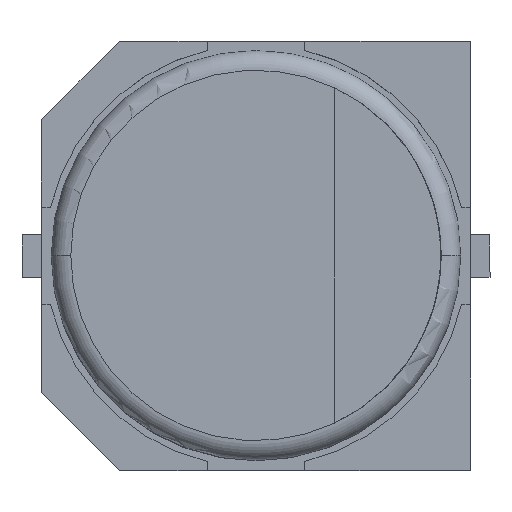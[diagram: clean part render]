
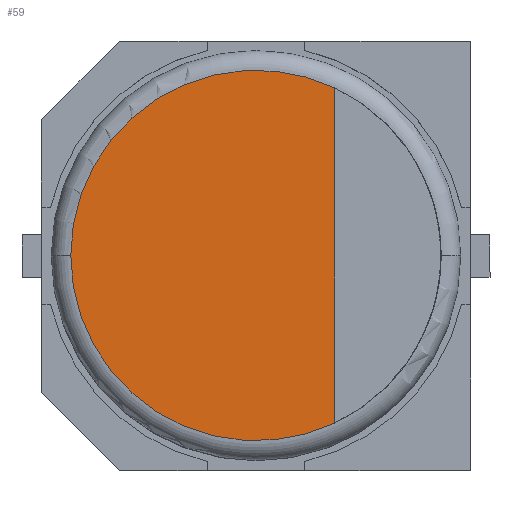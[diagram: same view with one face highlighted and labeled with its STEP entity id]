
A CAD part, top view. The second image highlights one B-rep face of the part: STEP entity #59.
In plain terms, the highlighted planar face has unit normal (0, 0, 1).
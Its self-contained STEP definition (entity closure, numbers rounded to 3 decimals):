
#59 = ADVANCED_FACE ( 'NONE', ( #12590 ), #6189, .T. ) ;
#62 = AXIS2_PLACEMENT_3D ( 'NONE', #5897, #12455, #11478 ) ;
#317 = EDGE_CURVE ( 'NONE', #12357, #9884, #2752, .T. ) ;
#486 = ORIENTED_EDGE ( 'NONE', *, *, #317, .T. ) ;
#2008 = AXIS2_PLACEMENT_3D ( 'NONE', #12490, #5731, #4949 ) ;
#2752 = CIRCLE ( 'NONE', #11342, 2.85 ) ;
#2986 = EDGE_LOOP ( 'NONE', ( #486, #13751, #3377 ) ) ;
#3377 = ORIENTED_EDGE ( 'NONE', *, *, #13357, .T. ) ;
#3557 = CARTESIAN_POINT ( 'NONE',  ( 0., 0., 5.4 ) ) ;
#4949 = DIRECTION ( 'NONE',  ( -1., 0., 0. ) ) ;
#5731 = DIRECTION ( 'NONE',  ( 0., 0., 1. ) ) ;
#5740 = DIRECTION ( 'NONE',  ( -1., 0., 0. ) ) ;
#5897 = CARTESIAN_POINT ( 'NONE',  ( 0., 0., 5.4 ) ) ;
#6084 = CARTESIAN_POINT ( 'NONE',  ( 1.211, 2.58, 5.4 ) ) ;
#6189 = PLANE ( 'NONE',  #62 ) ;
#6357 = CARTESIAN_POINT ( 'NONE',  ( 1.211, -2.58, 5.4 ) ) ;
#6823 = LINE ( 'NONE', #13158, #7589 ) ;
#7330 = CARTESIAN_POINT ( 'NONE',  ( -2.85, 0., 5.4 ) ) ;
#7589 = VECTOR ( 'NONE', #9782, 1000. ) ;
#7867 = DIRECTION ( 'NONE',  ( 0., 0., 1. ) ) ;
#9639 = VERTEX_POINT ( 'NONE', #6357 ) ;
#9782 = DIRECTION ( 'NONE',  ( 0., 1., 0. ) ) ;
#9884 = VERTEX_POINT ( 'NONE', #7330 ) ;
#11342 = AXIS2_PLACEMENT_3D ( 'NONE', #3557, #7867, #5740 ) ;
#11478 = DIRECTION ( 'NONE',  ( -1., 0., 0. ) ) ;
#11483 = CIRCLE ( 'NONE', #2008, 2.85 ) ;
#11737 = EDGE_CURVE ( 'NONE', #9884, #9639, #11483, .T. ) ;
#12357 = VERTEX_POINT ( 'NONE', #6084 ) ;
#12455 = DIRECTION ( 'NONE',  ( 0., 0., 1. ) ) ;
#12490 = CARTESIAN_POINT ( 'NONE',  ( 0., 0., 5.4 ) ) ;
#12590 = FACE_OUTER_BOUND ( 'NONE', #2986, .T. ) ;
#13158 = CARTESIAN_POINT ( 'NONE',  ( 1.211, 0., 5.4 ) ) ;
#13357 = EDGE_CURVE ( 'NONE', #9639, #12357, #6823, .T. ) ;
#13751 = ORIENTED_EDGE ( 'NONE', *, *, #11737, .T. ) ;
